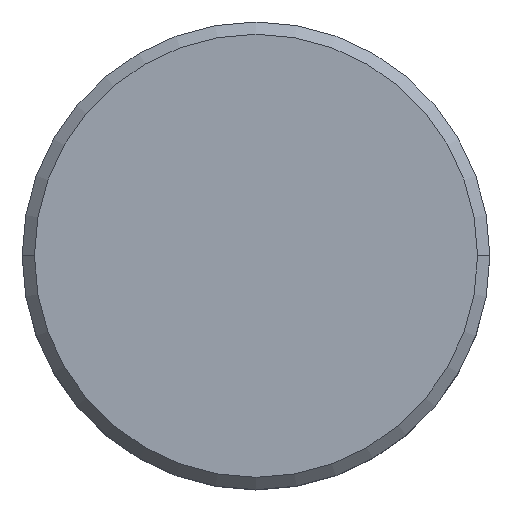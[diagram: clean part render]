
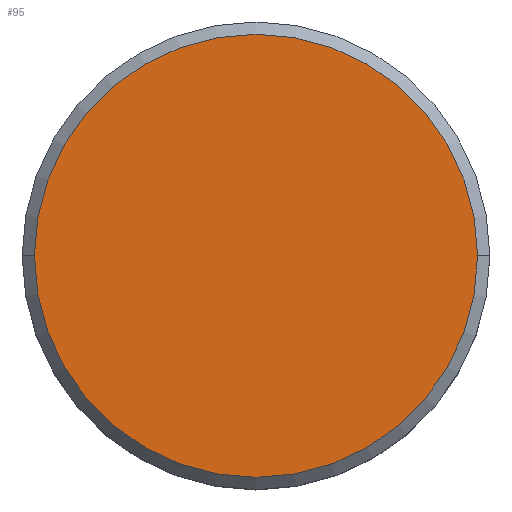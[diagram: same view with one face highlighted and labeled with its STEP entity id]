
A CAD part, top view. The second image highlights one B-rep face of the part: STEP entity #95.
In plain terms, the highlighted planar face has unit normal (0, 0, 1).
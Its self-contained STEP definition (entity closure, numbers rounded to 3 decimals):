
#8 = CARTESIAN_POINT ( 'NONE',  ( 0., 0., 0. ) ) ;
#23 = EDGE_CURVE ( 'NONE', #401, #386, #563, .T. ) ;
#65 = ORIENTED_EDGE ( 'NONE', *, *, #23, .T. ) ;
#83 = DIRECTION ( 'NONE',  ( 0., 0., 1. ) ) ;
#95 = ADVANCED_FACE ( 'NONE', ( #276 ), #317, .T. ) ;
#102 = DIRECTION ( 'NONE',  ( 1., 0., 0. ) ) ;
#165 = DIRECTION ( 'NONE',  ( 0., 0., 1. ) ) ;
#272 = DIRECTION ( 'NONE',  ( 1., 0., 0. ) ) ;
#276 = FACE_OUTER_BOUND ( 'NONE', #555, .T. ) ;
#310 = CARTESIAN_POINT ( 'NONE',  ( 0., 0., 0. ) ) ;
#317 = PLANE ( 'NONE',  #422 ) ;
#363 = DIRECTION ( 'NONE',  ( 0., 0., 1. ) ) ;
#386 = VERTEX_POINT ( 'NONE', #595 ) ;
#387 = CIRCLE ( 'NONE', #458, 9. ) ;
#397 = CARTESIAN_POINT ( 'NONE',  ( -9., 0., 0. ) ) ;
#401 = VERTEX_POINT ( 'NONE', #397 ) ;
#422 = AXIS2_PLACEMENT_3D ( 'NONE', #8, #363, #102 ) ;
#446 = DIRECTION ( 'NONE',  ( 1., 0., 0. ) ) ;
#449 = CARTESIAN_POINT ( 'NONE',  ( 0., 0., 0. ) ) ;
#458 = AXIS2_PLACEMENT_3D ( 'NONE', #310, #165, #272 ) ;
#506 = EDGE_CURVE ( 'NONE', #386, #401, #387, .T. ) ;
#517 = ORIENTED_EDGE ( 'NONE', *, *, #506, .T. ) ;
#534 = AXIS2_PLACEMENT_3D ( 'NONE', #449, #83, #446 ) ;
#555 = EDGE_LOOP ( 'NONE', ( #65, #517 ) ) ;
#563 = CIRCLE ( 'NONE', #534, 9. ) ;
#595 = CARTESIAN_POINT ( 'NONE',  ( 9., 0., 0. ) ) ;
